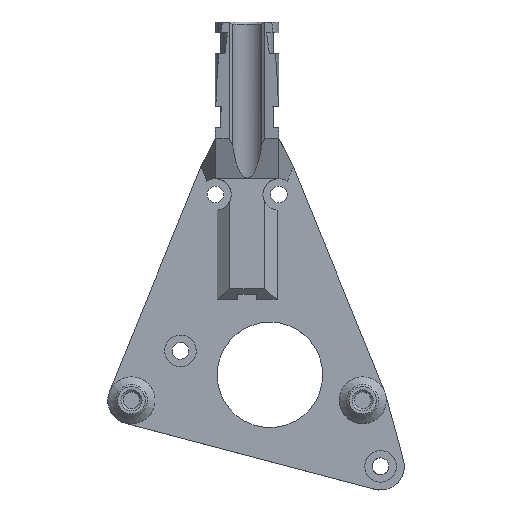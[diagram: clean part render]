
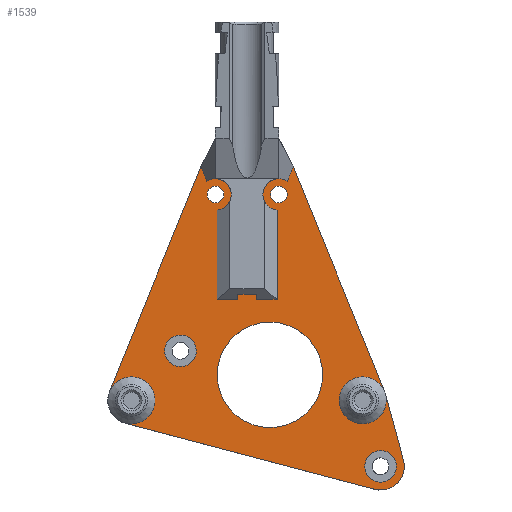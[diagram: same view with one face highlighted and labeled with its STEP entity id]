
A CAD part, top view. The second image highlights one B-rep face of the part: STEP entity #1539.
In plain terms, the highlighted planar face has unit normal (0, 0, 1).
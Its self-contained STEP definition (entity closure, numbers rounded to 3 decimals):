
#65=CIRCLE('',#1646,4.456);
#66=CIRCLE('',#1647,4.456);
#67=CIRCLE('',#1648,3.);
#68=CIRCLE('',#1649,3.);
#69=CIRCLE('',#1650,1.6);
#70=CIRCLE('',#1651,1.6);
#71=CIRCLE('',#1652,10.);
#72=CIRCLE('',#1653,3.);
#73=CIRCLE('',#1654,3.);
#74=CIRCLE('',#1655,4.5);
#75=CIRCLE('',#1656,4.5);
#76=CIRCLE('',#1657,4.5);
#159=ORIENTED_EDGE('',*,*,#597,.T.);
#160=ORIENTED_EDGE('',*,*,#598,.T.);
#161=ORIENTED_EDGE('',*,*,#599,.T.);
#162=ORIENTED_EDGE('',*,*,#600,.T.);
#163=ORIENTED_EDGE('',*,*,#601,.T.);
#164=ORIENTED_EDGE('',*,*,#602,.T.);
#165=ORIENTED_EDGE('',*,*,#603,.T.);
#166=ORIENTED_EDGE('',*,*,#604,.F.);
#167=ORIENTED_EDGE('',*,*,#605,.T.);
#168=ORIENTED_EDGE('',*,*,#606,.F.);
#169=ORIENTED_EDGE('',*,*,#607,.T.);
#170=ORIENTED_EDGE('',*,*,#608,.T.);
#171=ORIENTED_EDGE('',*,*,#609,.F.);
#172=ORIENTED_EDGE('',*,*,#610,.T.);
#173=ORIENTED_EDGE('',*,*,#611,.T.);
#174=ORIENTED_EDGE('',*,*,#612,.T.);
#175=ORIENTED_EDGE('',*,*,#613,.T.);
#176=ORIENTED_EDGE('',*,*,#614,.F.);
#177=ORIENTED_EDGE('',*,*,#615,.F.);
#178=ORIENTED_EDGE('',*,*,#616,.F.);
#179=ORIENTED_EDGE('',*,*,#617,.F.);
#180=ORIENTED_EDGE('',*,*,#618,.F.);
#181=ORIENTED_EDGE('',*,*,#619,.F.);
#182=ORIENTED_EDGE('',*,*,#620,.F.);
#183=ORIENTED_EDGE('',*,*,#621,.F.);
#597=EDGE_CURVE('',#816,#816,#65,.F.);
#598=EDGE_CURVE('',#817,#817,#66,.F.);
#599=EDGE_CURVE('',#818,#818,#67,.T.);
#600=EDGE_CURVE('',#819,#819,#68,.T.);
#601=EDGE_CURVE('',#820,#820,#69,.T.);
#602=EDGE_CURVE('',#821,#821,#70,.T.);
#603=EDGE_CURVE('',#822,#822,#71,.T.);
#604=EDGE_CURVE('',#823,#824,#971,.T.);
#605=EDGE_CURVE('',#823,#825,#972,.T.);
#606=EDGE_CURVE('',#826,#825,#72,.T.);
#607=EDGE_CURVE('',#826,#827,#973,.T.);
#608=EDGE_CURVE('',#827,#828,#974,.T.);
#609=EDGE_CURVE('',#829,#828,#975,.F.);
#610=EDGE_CURVE('',#829,#830,#976,.T.);
#611=EDGE_CURVE('',#830,#831,#977,.T.);
#612=EDGE_CURVE('',#831,#832,#978,.T.);
#613=EDGE_CURVE('',#832,#833,#979,.T.);
#614=EDGE_CURVE('',#834,#833,#73,.T.);
#615=EDGE_CURVE('',#811,#834,#980,.T.);
#616=EDGE_CURVE('',#835,#811,#981,.T.);
#617=EDGE_CURVE('',#836,#835,#74,.T.);
#618=EDGE_CURVE('',#837,#836,#982,.T.);
#619=EDGE_CURVE('',#838,#837,#75,.T.);
#620=EDGE_CURVE('',#839,#838,#983,.T.);
#621=EDGE_CURVE('',#824,#839,#76,.T.);
#811=VERTEX_POINT('',#2313);
#816=VERTEX_POINT('',#2325);
#817=VERTEX_POINT('',#2327);
#818=VERTEX_POINT('',#2329);
#819=VERTEX_POINT('',#2331);
#820=VERTEX_POINT('',#2333);
#821=VERTEX_POINT('',#2335);
#822=VERTEX_POINT('',#2337);
#823=VERTEX_POINT('',#2339);
#824=VERTEX_POINT('',#2340);
#825=VERTEX_POINT('',#2342);
#826=VERTEX_POINT('',#2344);
#827=VERTEX_POINT('',#2346);
#828=VERTEX_POINT('',#2348);
#829=VERTEX_POINT('',#2350);
#830=VERTEX_POINT('',#2352);
#831=VERTEX_POINT('',#2354);
#832=VERTEX_POINT('',#2356);
#833=VERTEX_POINT('',#2358);
#834=VERTEX_POINT('',#2360);
#835=VERTEX_POINT('',#2363);
#836=VERTEX_POINT('',#2365);
#837=VERTEX_POINT('',#2367);
#838=VERTEX_POINT('',#2369);
#839=VERTEX_POINT('',#2371);
#971=LINE('',#2338,#1099);
#972=LINE('',#2341,#1100);
#973=LINE('',#2345,#1101);
#974=LINE('',#2347,#1102);
#975=LINE('',#2349,#1103);
#976=LINE('',#2351,#1104);
#977=LINE('',#2353,#1105);
#978=LINE('',#2355,#1106);
#979=LINE('',#2357,#1107);
#980=LINE('',#2361,#1108);
#981=LINE('',#2362,#1109);
#982=LINE('',#2366,#1110);
#983=LINE('',#2370,#1111);
#1099=VECTOR('',#1849,1000.);
#1100=VECTOR('',#1850,1000.);
#1101=VECTOR('',#1853,1000.);
#1102=VECTOR('',#1854,1000.);
#1103=VECTOR('',#1855,1000.);
#1104=VECTOR('',#1856,1000.);
#1105=VECTOR('',#1857,1000.);
#1106=VECTOR('',#1858,1000.);
#1107=VECTOR('',#1859,1000.);
#1108=VECTOR('',#1862,1000.);
#1109=VECTOR('',#1863,1000.);
#1110=VECTOR('',#1866,1000.);
#1111=VECTOR('',#1869,1000.);
#1222=EDGE_LOOP('',(#159));
#1223=EDGE_LOOP('',(#160));
#1224=EDGE_LOOP('',(#161));
#1225=EDGE_LOOP('',(#162));
#1226=EDGE_LOOP('',(#163));
#1227=EDGE_LOOP('',(#164));
#1228=EDGE_LOOP('',(#165));
#1229=EDGE_LOOP('',(#166,#167,#168,#169,#170,#171,#172,#173,#174,#175,#176,
#177,#178,#179,#180,#181,#182,#183));
#1355=FACE_BOUND('',#1222,.T.);
#1356=FACE_BOUND('',#1223,.T.);
#1357=FACE_BOUND('',#1224,.T.);
#1358=FACE_BOUND('',#1225,.T.);
#1359=FACE_BOUND('',#1226,.T.);
#1360=FACE_BOUND('',#1227,.T.);
#1361=FACE_BOUND('',#1228,.T.);
#1362=FACE_BOUND('',#1229,.T.);
#1488=PLANE('',#1645);
#1539=ADVANCED_FACE('',(#1355,#1356,#1357,#1358,#1359,#1360,#1361,#1362),
#1488,.T.);
#1645=AXIS2_PLACEMENT_3D('',#2323,#1833,#1834);
#1646=AXIS2_PLACEMENT_3D('',#2324,#1835,#1836);
#1647=AXIS2_PLACEMENT_3D('',#2326,#1837,#1838);
#1648=AXIS2_PLACEMENT_3D('',#2328,#1839,#1840);
#1649=AXIS2_PLACEMENT_3D('',#2330,#1841,#1842);
#1650=AXIS2_PLACEMENT_3D('',#2332,#1843,#1844);
#1651=AXIS2_PLACEMENT_3D('',#2334,#1845,#1846);
#1652=AXIS2_PLACEMENT_3D('',#2336,#1847,#1848);
#1653=AXIS2_PLACEMENT_3D('',#2343,#1851,#1852);
#1654=AXIS2_PLACEMENT_3D('',#2359,#1860,#1861);
#1655=AXIS2_PLACEMENT_3D('',#2364,#1864,#1865);
#1656=AXIS2_PLACEMENT_3D('',#2368,#1867,#1868);
#1657=AXIS2_PLACEMENT_3D('',#2372,#1870,#1871);
#1833=DIRECTION('',(0.,0.,1.));
#1834=DIRECTION('',(1.,0.,0.));
#1835=DIRECTION('',(0.,0.,1.));
#1836=DIRECTION('',(1.,0.,0.));
#1837=DIRECTION('',(0.,0.,1.));
#1838=DIRECTION('',(1.,0.,0.));
#1839=DIRECTION('',(0.,0.,-1.));
#1840=DIRECTION('',(0.967,-0.256,0.));
#1841=DIRECTION('',(0.,0.,-1.));
#1842=DIRECTION('',(0.967,-0.256,0.));
#1843=DIRECTION('',(0.,0.,-1.));
#1844=DIRECTION('',(1.,0.,0.));
#1845=DIRECTION('',(0.,0.,-1.));
#1846=DIRECTION('',(1.,0.,0.));
#1847=DIRECTION('',(0.,0.,-1.));
#1848=DIRECTION('',(1.,0.,0.));
#1849=DIRECTION('',(0.377,-0.926,0.));
#1850=DIRECTION('',(-0.384,-0.923,0.));
#1851=DIRECTION('',(0.,0.,-1.));
#1852=DIRECTION('',(-1.,0.,0.));
#1853=DIRECTION('',(0.,-1.,0.));
#1854=DIRECTION('',(-1.,0.,0.));
#1855=DIRECTION('',(0.,1.,0.));
#1856=DIRECTION('',(-1.,0.,0.));
#1857=DIRECTION('',(0.,-1.,0.));
#1858=DIRECTION('',(-1.,0.,0.));
#1859=DIRECTION('',(0.,1.,0.));
#1860=DIRECTION('',(0.,0.,-1.));
#1861=DIRECTION('',(1.,0.,0.));
#1862=DIRECTION('',(0.384,-0.923,0.));
#1863=DIRECTION('',(0.377,0.926,0.));
#1864=DIRECTION('',(0.,0.,-1.));
#1865=DIRECTION('',(1.,0.,0.));
#1866=DIRECTION('',(-0.967,0.256,0.));
#1867=DIRECTION('',(0.,0.,-1.));
#1868=DIRECTION('',(-1.,0.,0.));
#1869=DIRECTION('',(0.262,-0.965,0.));
#1870=DIRECTION('',(0.,0.,-1.));
#1871=DIRECTION('',(1.,0.,0.));
#2313=CARTESIAN_POINT('',(-8.755,36.838,3.));
#2323=CARTESIAN_POINT('',(0.,0.,3.));
#2324=CARTESIAN_POINT('',(21.92,-7.5,3.));
#2325=CARTESIAN_POINT('',(26.376,-7.5,3.));
#2326=CARTESIAN_POINT('',(-21.92,-7.5,3.));
#2327=CARTESIAN_POINT('',(-17.464,-7.5,3.));
#2328=CARTESIAN_POINT('',(25.312,-20.005,3.));
#2329=CARTESIAN_POINT('',(28.212,-20.772,3.));
#2330=CARTESIAN_POINT('',(-12.633,1.903,3.));
#2331=CARTESIAN_POINT('',(-9.733,1.135,3.));
#2332=CARTESIAN_POINT('',(6.,31.55,3.));
#2333=CARTESIAN_POINT('',(7.6,31.55,3.));
#2334=CARTESIAN_POINT('',(-6.,31.55,3.));
#2335=CARTESIAN_POINT('',(-4.4,31.55,3.));
#2336=CARTESIAN_POINT('',(4.335,-2.661,3.));
#2337=CARTESIAN_POINT('',(14.335,-2.661,3.));
#2338=CARTESIAN_POINT('',(8.755,36.838,3.));
#2339=CARTESIAN_POINT('',(8.755,36.838,3.));
#2340=CARTESIAN_POINT('',(26.089,-5.805,3.));
#2341=CARTESIAN_POINT('',(10.737,41.604,3.));
#2342=CARTESIAN_POINT('',(7.609,34.082,3.));
#2343=CARTESIAN_POINT('',(6.,31.55,3.));
#2344=CARTESIAN_POINT('',(5.698,28.565,3.));
#2345=CARTESIAN_POINT('',(5.698,13.954,3.));
#2346=CARTESIAN_POINT('',(5.698,11.667,3.));
#2347=CARTESIAN_POINT('',(3.314,11.667,3.));
#2348=CARTESIAN_POINT('',(1.75,11.667,3.));
#2349=CARTESIAN_POINT('',(1.75,0.,3.));
#2350=CARTESIAN_POINT('',(1.75,35.795,3.));
#2351=CARTESIAN_POINT('',(-1.75,35.795,3.));
#2352=CARTESIAN_POINT('',(-1.75,35.795,3.));
#2353=CARTESIAN_POINT('',(-1.75,36.175,3.));
#2354=CARTESIAN_POINT('',(-1.75,11.667,3.));
#2355=CARTESIAN_POINT('',(3.314,11.667,3.));
#2356=CARTESIAN_POINT('',(-5.698,11.667,3.));
#2357=CARTESIAN_POINT('',(-5.698,11.667,3.));
#2358=CARTESIAN_POINT('',(-5.698,28.565,3.));
#2359=CARTESIAN_POINT('',(-6.,31.55,3.));
#2360=CARTESIAN_POINT('',(-7.609,34.082,3.));
#2361=CARTESIAN_POINT('',(5.596,2.327,3.));
#2362=CARTESIAN_POINT('',(-8.755,36.838,3.));
#2363=CARTESIAN_POINT('',(-26.089,-5.805,3.));
#2364=CARTESIAN_POINT('',(-21.92,-7.5,3.));
#2365=CARTESIAN_POINT('',(-23.072,-11.85,3.));
#2366=CARTESIAN_POINT('',(-23.072,-11.85,3.));
#2367=CARTESIAN_POINT('',(24.161,-24.355,3.));
#2368=CARTESIAN_POINT('',(25.312,-20.005,3.));
#2369=CARTESIAN_POINT('',(29.655,-18.826,3.));
#2370=CARTESIAN_POINT('',(29.655,-18.826,3.));
#2371=CARTESIAN_POINT('',(26.263,-6.322,3.));
#2372=CARTESIAN_POINT('',(21.92,-7.5,3.));
